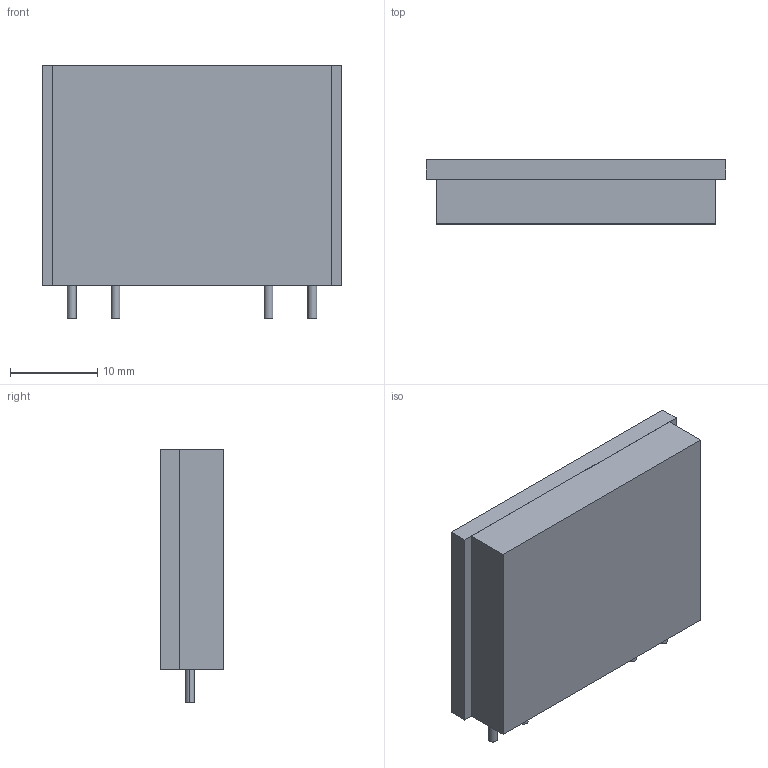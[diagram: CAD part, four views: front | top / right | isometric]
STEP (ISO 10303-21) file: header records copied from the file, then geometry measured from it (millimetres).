
FILE_DESCRIPTION((''),'2;1');
FILE_NAME('RES_VISHAY_VN319356_v.stp','2010-04-14T09:34:40',(''),(''),'Mechanical Desktop 2010','Mechanical Desktop 2010',', , ');
FILE_SCHEMA(('AUTOMOTIVE_DESIGN { 1 2 10303 214 1 1 1 1 }'));
Length unit declared in the file: millimetre
Products named in the file (1): Product
Bounding box: 34.2 x 7.3 x 29 mm (x, y, z)
Volume: 6020.6 mm3; surface area: 4235.3 mm2
Topology: 6 solids, 6 shells, 28 faces, 48 edges, 32 vertices
Faces by surface type: plane 20, cylinder 8
Entity records: 722 total; most frequent: DIRECTION 122, CARTESIAN_POINT 109, ORIENTED_EDGE 96, EDGE_CURVE 48, AXIS2_PLACEMENT_3D 45, VERTEX_POINT 32, VECTOR 32, LINE 32
